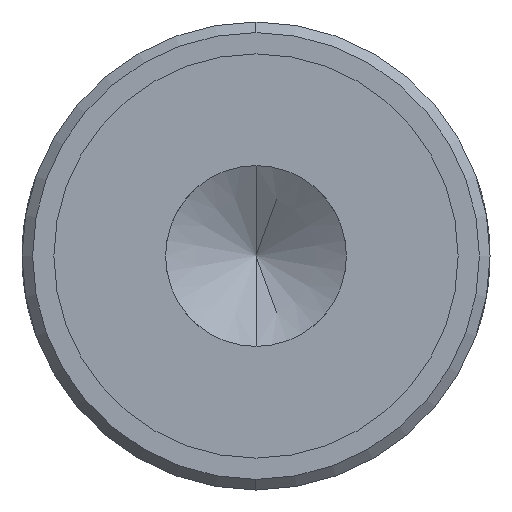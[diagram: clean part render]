
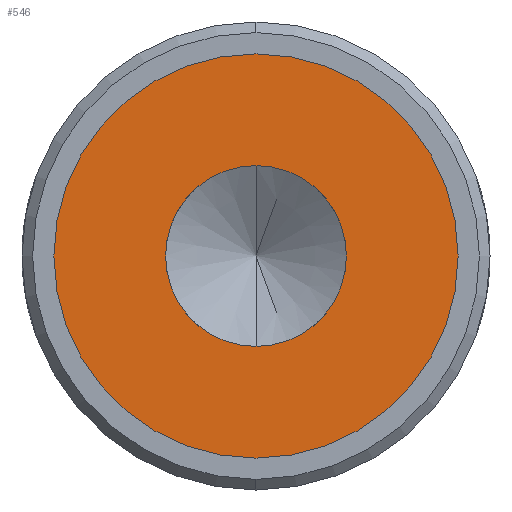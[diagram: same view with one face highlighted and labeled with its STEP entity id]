
A CAD part, left-side view. The second image highlights one B-rep face of the part: STEP entity #546.
In plain terms, the highlighted planar face has unit normal (-1, 0, 0).
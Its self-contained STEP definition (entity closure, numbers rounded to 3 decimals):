
#24 = VERTEX_POINT ( 'NONE', #374 ) ;
#34 = CARTESIAN_POINT ( 'NONE',  ( 2.6, 0., -9.5 ) ) ;
#85 = CARTESIAN_POINT ( 'NONE',  ( 2.6, 0., 9.5 ) ) ;
#88 = VERTEX_POINT ( 'NONE', #85 ) ;
#92 = EDGE_CURVE ( 'NONE', #88, #164, #727, .T. ) ;
#96 = FACE_OUTER_BOUND ( 'NONE', #872, .T. ) ;
#109 = DIRECTION ( 'NONE',  ( 0., 0., -1. ) ) ;
#115 = DIRECTION ( 'NONE',  ( -1., 0., 0. ) ) ;
#144 = CIRCLE ( 'NONE', #555, 9.5 ) ;
#152 = EDGE_LOOP ( 'NONE', ( #353, #307 ) ) ;
#163 = DIRECTION ( 'NONE',  ( 1., 0., 0. ) ) ;
#164 = VERTEX_POINT ( 'NONE', #34 ) ;
#175 = CIRCLE ( 'NONE', #893, 4.25 ) ;
#211 = EDGE_CURVE ( 'NONE', #631, #24, #850, .T. ) ;
#233 = DIRECTION ( 'NONE',  ( 0., 0., 1. ) ) ;
#242 = DIRECTION ( 'NONE',  ( 0., 0., 1. ) ) ;
#290 = ORIENTED_EDGE ( 'NONE', *, *, #828, .T. ) ;
#303 = FACE_BOUND ( 'NONE', #152, .T. ) ;
#307 = ORIENTED_EDGE ( 'NONE', *, *, #905, .F. ) ;
#353 = ORIENTED_EDGE ( 'NONE', *, *, #211, .F. ) ;
#374 = CARTESIAN_POINT ( 'NONE',  ( 2.6, 0., -4.25 ) ) ;
#379 = DIRECTION ( 'NONE',  ( -1., 0., 0. ) ) ;
#421 = AXIS2_PLACEMENT_3D ( 'NONE', #647, #379, #233 ) ;
#460 = CARTESIAN_POINT ( 'NONE',  ( 2.6, 0., 4.25 ) ) ;
#494 = DIRECTION ( 'NONE',  ( 0., 0., 1. ) ) ;
#536 = DIRECTION ( 'NONE',  ( 0., 0., 1. ) ) ;
#546 = ADVANCED_FACE ( 'NONE', ( #303, #96 ), #723, .F. ) ;
#555 = AXIS2_PLACEMENT_3D ( 'NONE', #764, #696, #536 ) ;
#571 = AXIS2_PLACEMENT_3D ( 'NONE', #803, #115, #242 ) ;
#575 = CARTESIAN_POINT ( 'NONE',  ( 2.6, 0., 0. ) ) ;
#631 = VERTEX_POINT ( 'NONE', #460 ) ;
#647 = CARTESIAN_POINT ( 'NONE',  ( 2.6, 0., 0. ) ) ;
#696 = DIRECTION ( 'NONE',  ( -1., 0., 0. ) ) ;
#723 = PLANE ( 'NONE',  #877 ) ;
#727 = CIRCLE ( 'NONE', #421, 9.5 ) ;
#764 = CARTESIAN_POINT ( 'NONE',  ( 2.6, 0., 0. ) ) ;
#779 = DIRECTION ( 'NONE',  ( -1., 0., 0. ) ) ;
#802 = CARTESIAN_POINT ( 'NONE',  ( 2.6, 9.5, 0. ) ) ;
#803 = CARTESIAN_POINT ( 'NONE',  ( 2.6, 0., 0. ) ) ;
#828 = EDGE_CURVE ( 'NONE', #164, #88, #144, .T. ) ;
#850 = CIRCLE ( 'NONE', #571, 4.25 ) ;
#872 = EDGE_LOOP ( 'NONE', ( #908, #290 ) ) ;
#877 = AXIS2_PLACEMENT_3D ( 'NONE', #802, #163, #109 ) ;
#893 = AXIS2_PLACEMENT_3D ( 'NONE', #575, #779, #494 ) ;
#905 = EDGE_CURVE ( 'NONE', #24, #631, #175, .T. ) ;
#908 = ORIENTED_EDGE ( 'NONE', *, *, #92, .T. ) ;
